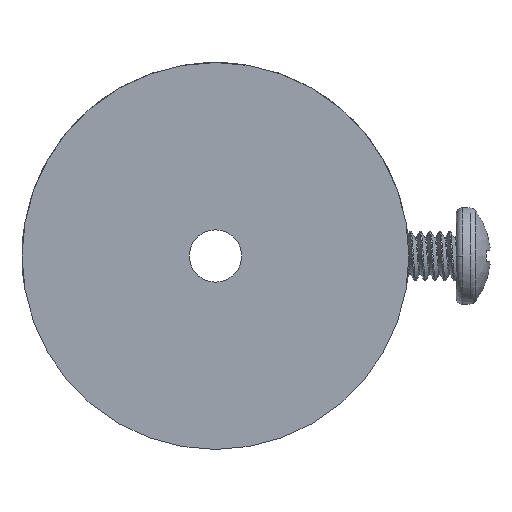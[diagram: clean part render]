
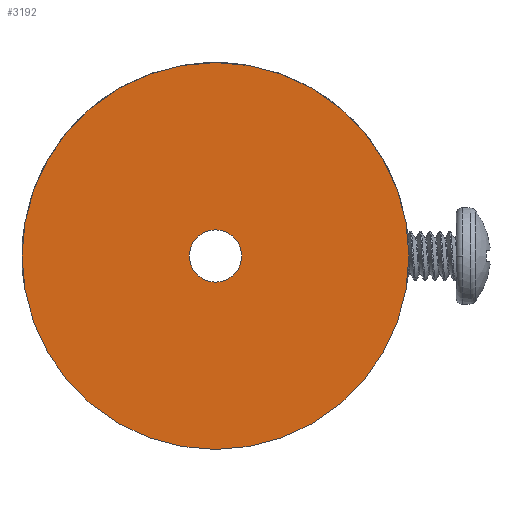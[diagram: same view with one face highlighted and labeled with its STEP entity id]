
A CAD part, front view. The second image highlights one B-rep face of the part: STEP entity #3192.
In plain terms, the highlighted planar face has unit normal (0, -1, 0).
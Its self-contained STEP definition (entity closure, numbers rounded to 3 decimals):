
#1=CARTESIAN_POINT('',(0.,0.,0.));
#2=DIRECTION('',(0.,1.,0.));
#3=DIRECTION('',(1.,0.,0.));
#4=AXIS2_PLACEMENT_3D('',#1,#2,#3);
#6=CARTESIAN_POINT('',(0.,0.,0.));
#7=DIRECTION('',(0.,1.,0.));
#8=DIRECTION('',(-1.,0.,0.));
#9=AXIS2_PLACEMENT_3D('',#6,#7,#8);
#11=CARTESIAN_POINT('',(0.,0.,0.));
#12=DIRECTION('',(0.,1.,0.));
#13=DIRECTION('',(1.,0.,0.));
#14=AXIS2_PLACEMENT_3D('',#11,#12,#13);
#16=CARTESIAN_POINT('',(0.,0.,0.));
#17=DIRECTION('',(0.,1.,0.));
#18=DIRECTION('',(-1.,0.,0.));
#19=AXIS2_PLACEMENT_3D('',#16,#17,#18);
#2908=CARTESIAN_POINT('',(25.,0.,0.));
#2909=CARTESIAN_POINT('',(-25.,0.,0.));
#2910=VERTEX_POINT('',#2908);
#2911=VERTEX_POINT('',#2909);
#2957=CARTESIAN_POINT('',(3.378,0.,0.));
#2958=CARTESIAN_POINT('',(-3.378,0.,0.));
#2959=VERTEX_POINT('',#2957);
#2960=VERTEX_POINT('',#2958);
#3175=CARTESIAN_POINT('',(0.,0.,0.));
#3176=DIRECTION('',(0.,1.,0.));
#3177=DIRECTION('',(1.,0.,0.));
#3178=AXIS2_PLACEMENT_3D('',#3175,#3176,#3177);
#3179=PLANE('',#3178);
#3181=ORIENTED_EDGE('',*,*,#3180,.T.);
#3183=ORIENTED_EDGE('',*,*,#3182,.T.);
#3184=EDGE_LOOP('',(#3181,#3183));
#3185=FACE_OUTER_BOUND('',#3184,.F.);
#3187=ORIENTED_EDGE('',*,*,#3186,.F.);
#3189=ORIENTED_EDGE('',*,*,#3188,.F.);
#3190=EDGE_LOOP('',(#3187,#3189));
#3191=FACE_BOUND('',#3190,.F.);
#3192=ADVANCED_FACE('',(#3185,#3191),#3179,.F.);
#5=CIRCLE('',#4,25.);
#10=CIRCLE('',#9,25.);
#15=CIRCLE('',#14,3.378);
#20=CIRCLE('',#19,3.378);
#3180=EDGE_CURVE('',#2910,#2911,#5,.T.);
#3182=EDGE_CURVE('',#2911,#2910,#10,.T.);
#3186=EDGE_CURVE('',#2959,#2960,#15,.T.);
#3188=EDGE_CURVE('',#2960,#2959,#20,.T.);
